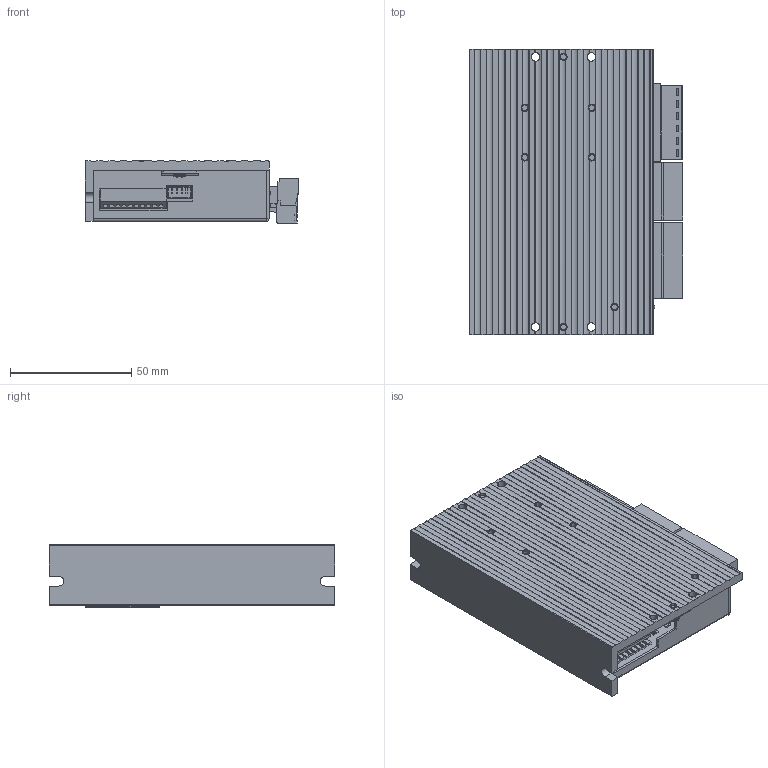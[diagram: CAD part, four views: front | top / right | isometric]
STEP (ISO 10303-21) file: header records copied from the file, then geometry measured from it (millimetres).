
FILE_DESCRIPTION((''),'2;1');
FILE_NAME('SL2-57D_ASM','2021-09-25T14:54:17',('jerryzhu'),(''),'CREO PARAMETRIC BY PTC INC, 2018020','CREO PARAMETRIC BY PTC INC, 2018020','');
FILE_SCHEMA(('CONFIG_CONTROL_DESIGN'));
Products named in the file (15): QD-SL57D-BASE-GD-V2; QD-SL57D-CASE-GD-V2; PCB_SL57D-GD-V2; GSP001RC_508_06P; GSP002RC-3_81-06P; GSP002RC-3_81-08P; LED-1; EPS108AZ-10P; RS232; PCBA_SL57D-GD-V2_ASM; QD-SCREW-1; GSP001-5_08-06P; GSP002-3_81-06P; GSP002-3_81-08P; SL2-57D_ASM
Assembly tree (15 placements, depth 3):
  SL2-57D_ASM
    QD-SL57D-BASE-GD-V2
    QD-SL57D-CASE-GD-V2
    PCBA_SL57D-GD-V2_ASM
      PCB_SL57D-GD-V2
      GSP001RC_508_06P
      GSP002RC-3_81-06P
      GSP002RC-3_81-08P
      LED-1
      EPS108AZ-10P
      RS232
    QD-SCREW-1  x2
    GSP001-5_08-06P
    GSP002-3_81-06P
    GSP002-3_81-08P
Bounding box: 88.35 x 118 x 25.7 mm (x, y, z)
Volume: 82503.3 mm3; surface area: 82687.1 mm2
Topology: 14 solids, 39 shells, 3495 faces, 8944 edges, 5665 vertices
Faces by surface type: plane 2123, cylinder 1008, bspline 114, torus 104, cone 82, sphere 64
Entity records: 109105 total; most frequent: CARTESIAN_POINT 24782, ORIENTED_EDGE 17464, DIRECTION 17182, EDGE_CURVE 8750, VECTOR 6138, LINE 6138, VERTEX_POINT 5579, AXIS2_PLACEMENT_3D 5522
